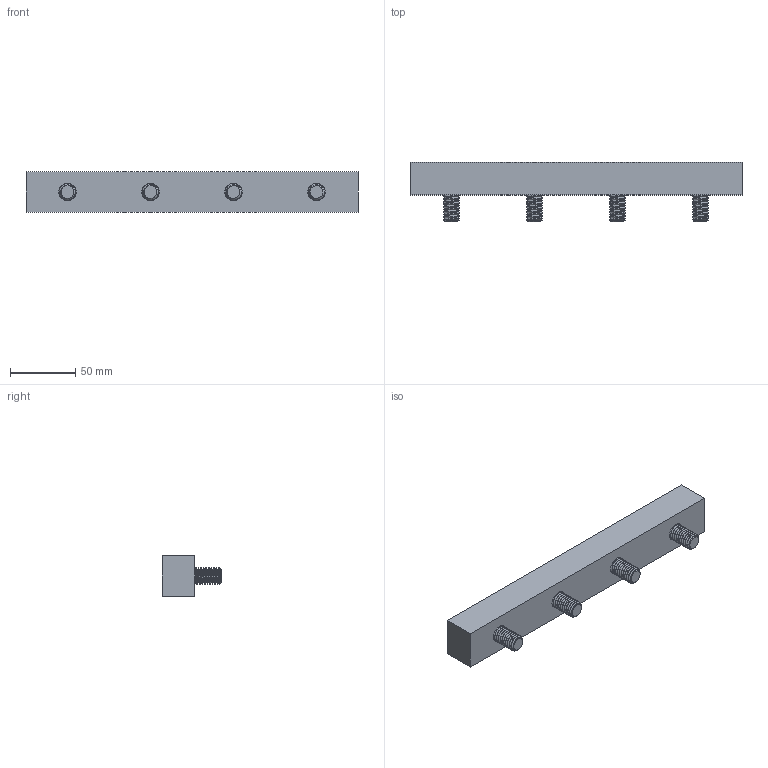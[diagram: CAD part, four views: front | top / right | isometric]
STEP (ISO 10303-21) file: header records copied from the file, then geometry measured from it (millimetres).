
FILE_DESCRIPTION (( 'STEP AP214' ), '1' );
FILE_NAME ('33340.STEP', '2018-04-17T13:18:34', ( 'Mike W' ), ( '' ), 'SwSTEP 2.0', 'SolidWorks 2017', '' );
FILE_SCHEMA (( 'AUTOMOTIVE_DESIGN' ));
Length unit declared in the file: inch
Products named in the file (3): 33340; 333401_333401; 1213114 SHCS_1213114 SHCS
Assembly tree (5 placements, depth 2):
  33340
    333401_333401
    1213114 SHCS_1213114 SHCS  x4
Bounding box: 254 x 45.21 x 31.24 mm (x, y, z)
Volume: 199354.6 mm3; surface area: 47986.9 mm2
Topology: 5 solids, 5 shells, 394 faces, 1048 edges, 676 vertices
Faces by surface type: cylinder 284, cone 52, plane 50, bspline 8
Entity records: 5569 total; most frequent: CARTESIAN_POINT 2890, ORIENTED_EDGE 614, DIRECTION 466, EDGE_CURVE 307, VERTEX_POINT 199, AXIS2_PLACEMENT_3D 177, EDGE_LOOP 132, FACE_OUTER_BOUND 118
